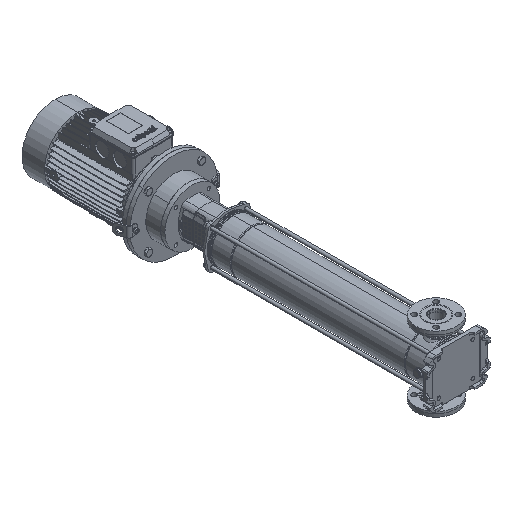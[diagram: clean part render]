
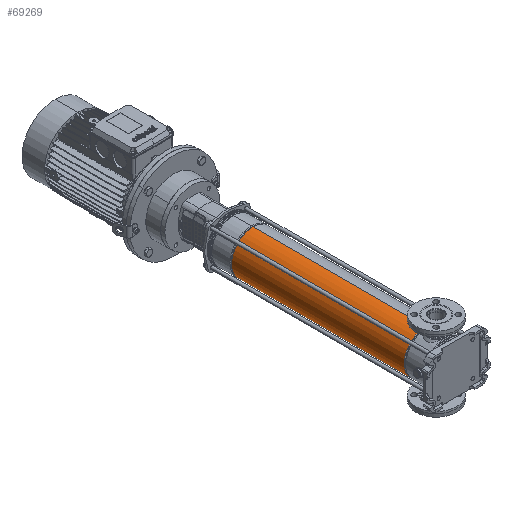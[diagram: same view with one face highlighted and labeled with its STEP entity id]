
A CAD part, isometric view. The second image highlights one B-rep face of the part: STEP entity #69269.
In plain terms, the highlighted cylindrical face has radius 85.9 mm (diameter 171.8 mm), a partial arc.
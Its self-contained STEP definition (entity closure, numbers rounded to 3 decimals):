
#280 = AXIS2_PLACEMENT_3D ( 'NONE', #25715, #9975, #92206 ) ;
#4722 = VECTOR ( 'NONE', #97165, 1000. ) ;
#9818 = AXIS2_PLACEMENT_3D ( 'NONE', #68995, #15319, #84269 ) ;
#9975 = DIRECTION ( 'NONE',  ( 0., 0., -1. ) ) ;
#13414 = EDGE_CURVE ( 'NONE', #14419, #82948, #29210, .T. ) ;
#14419 = VERTEX_POINT ( 'NONE', #53253 ) ;
#15319 = DIRECTION ( 'NONE',  ( 0., 0., -1. ) ) ;
#19225 = EDGE_LOOP ( 'NONE', ( #96350, #68315, #74488, #26904 ) ) ;
#19772 = CARTESIAN_POINT ( 'NONE',  ( 0., 0., 0. ) ) ;
#21091 = VECTOR ( 'NONE', #56295, 1000. ) ;
#23147 = VERTEX_POINT ( 'NONE', #83828 ) ;
#25715 = CARTESIAN_POINT ( 'NONE',  ( 0., 0., 93.897 ) ) ;
#26904 = ORIENTED_EDGE ( 'NONE', *, *, #75925, .F. ) ;
#29210 = LINE ( 'NONE', #59274, #4722 ) ;
#29320 = CARTESIAN_POINT ( 'NONE',  ( -85.9, 0., 93.897 ) ) ;
#37155 = AXIS2_PLACEMENT_3D ( 'NONE', #19772, #86298, #57729 ) ;
#41470 = CYLINDRICAL_SURFACE ( 'NONE', #37155, 85.9 ) ;
#48890 = CARTESIAN_POINT ( 'NONE',  ( 85.9, 0., 0. ) ) ;
#48953 = VERTEX_POINT ( 'NONE', #88652 ) ;
#52311 = CIRCLE ( 'NONE', #9818, 85.9 ) ;
#53253 = CARTESIAN_POINT ( 'NONE',  ( -85.9, 0., 784.103 ) ) ;
#56295 = DIRECTION ( 'NONE',  ( 0., 0., -1. ) ) ;
#57729 = DIRECTION ( 'NONE',  ( -1., 0., 0. ) ) ;
#59274 = CARTESIAN_POINT ( 'NONE',  ( -85.9, 0., 0. ) ) ;
#63219 = CIRCLE ( 'NONE', #280, 85.9 ) ;
#68315 = ORIENTED_EDGE ( 'NONE', *, *, #84943, .T. ) ;
#68995 = CARTESIAN_POINT ( 'NONE',  ( 0., 0., 784.103 ) ) ;
#69269 = ADVANCED_FACE ( 'NONE', ( #78436 ), #41470, .T. ) ;
#74488 = ORIENTED_EDGE ( 'NONE', *, *, #13414, .T. ) ;
#75925 = EDGE_CURVE ( 'NONE', #23147, #82948, #63219, .T. ) ;
#78436 = FACE_OUTER_BOUND ( 'NONE', #19225, .T. ) ;
#80421 = LINE ( 'NONE', #48890, #21091 ) ;
#82948 = VERTEX_POINT ( 'NONE', #29320 ) ;
#83828 = CARTESIAN_POINT ( 'NONE',  ( 85.9, 0., 93.897 ) ) ;
#84269 = DIRECTION ( 'NONE',  ( -1., 0., 0. ) ) ;
#84943 = EDGE_CURVE ( 'NONE', #48953, #14419, #52311, .T. ) ;
#86298 = DIRECTION ( 'NONE',  ( 0., 0., -1. ) ) ;
#88652 = CARTESIAN_POINT ( 'NONE',  ( 85.9, 0., 784.103 ) ) ;
#91589 = EDGE_CURVE ( 'NONE', #48953, #23147, #80421, .T. ) ;
#92206 = DIRECTION ( 'NONE',  ( -1., 0., 0. ) ) ;
#96350 = ORIENTED_EDGE ( 'NONE', *, *, #91589, .F. ) ;
#97165 = DIRECTION ( 'NONE',  ( 0., 0., -1. ) ) ;
